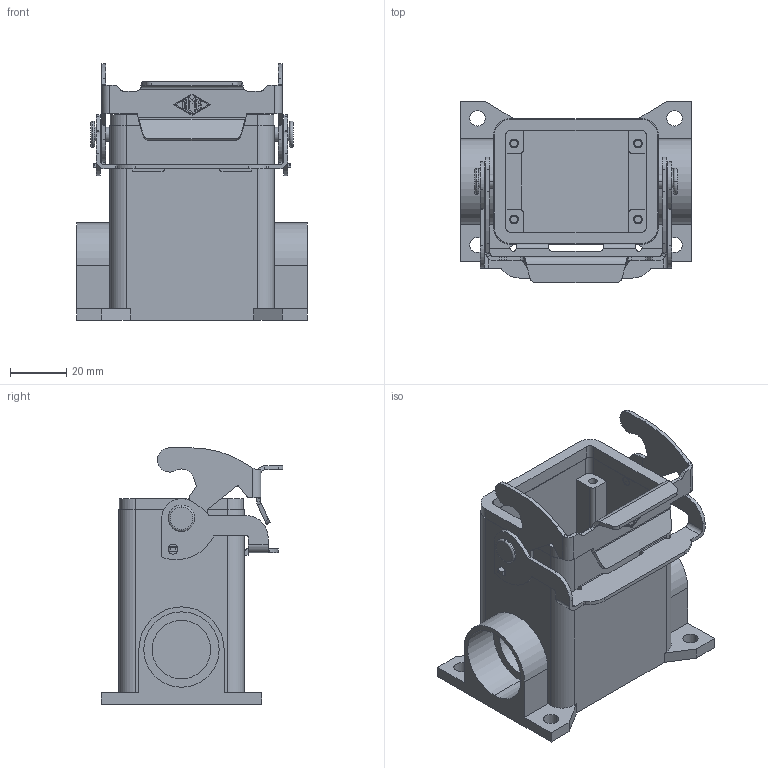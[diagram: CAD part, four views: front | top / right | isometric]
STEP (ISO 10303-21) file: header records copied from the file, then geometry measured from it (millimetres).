
FILE_DESCRIPTION(('Creo Elements/Direct Modeling STEP Export'),'2;1');
FILE_NAME('C7AP_06_L.stp','2014-09-01T 9:24:35',(''),(''),'Creo Elements/Direct Modeling STEP processor for AP214 (Solid Model)','Creo Elements/Direct Modeling 18.0B 02-Dec-2011 (C) Parametric Technology GmbH','');
FILE_SCHEMA(('AUTOMOTIVE_DESIGN { 1 0 10303 214 1 1 1 1 }'));
Length unit declared in the file: millimetre
Products named in the file (4): p1; p2; CVAP_06_L; C7AP_06_L.stp
Assembly tree (3 placements, depth 3):
  C7AP_06_L.stp
    CVAP_06_L
      p2
      p1
Bounding box: 82 x 64.48 x 91 mm (x, y, z)
Volume: 92994.8 mm3; surface area: 47468.8 mm2
Topology: 2 solids, 2 shells, 397 faces, 1070 edges, 707 vertices
Faces by surface type: plane 199, cylinder 176, bspline 12, torus 6, cone 4
Entity records: 15267 total; most frequent: CARTESIAN_POINT 5136, ORIENTED_EDGE 2132, DIRECTION 2059, EDGE_CURVE 1066, VERTEX_POINT 707, AXIS2_PLACEMENT_3D 692, VECTOR 675, LINE 675
